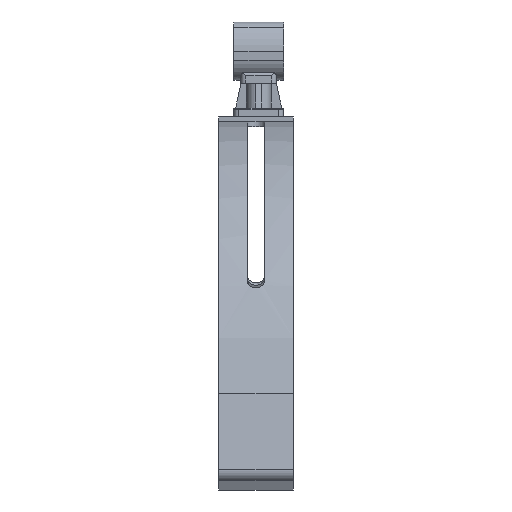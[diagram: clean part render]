
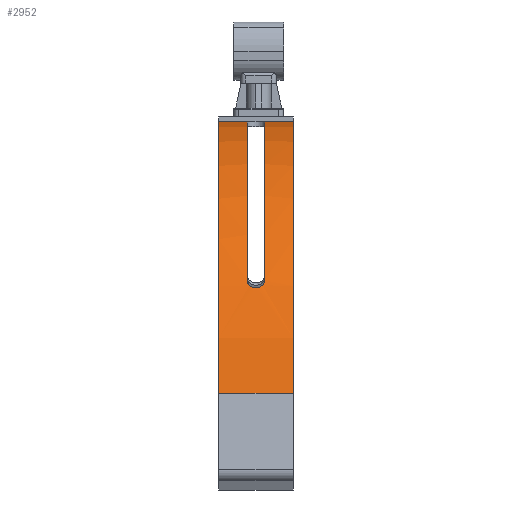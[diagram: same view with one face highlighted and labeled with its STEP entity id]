
A CAD part, front view. The second image highlights one B-rep face of the part: STEP entity #2952.
In plain terms, the highlighted cylindrical face has radius 132 mm (diameter 264 mm), a partial arc.
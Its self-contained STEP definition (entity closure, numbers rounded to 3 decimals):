
#40=B_SPLINE_CURVE_WITH_KNOTS('',3,(#4752,#4753,#4754,#4755,#4756,#4757,
#4758,#4759,#4760,#4761,#4762,#4763,#4764,#4765,#4766,#4767,#4768,#4769,
#4770,#4771),.UNSPECIFIED.,.F.,.F.,(4,2,2,2,2,2,2,2,2,4),(0.,0.138,
0.279,0.417,0.555,0.687,
0.817,0.95,1.027,1.103),
 .UNSPECIFIED.);
#132=FACE_OUTER_BOUND('',#291,.T.);
#291=EDGE_LOOP('',(#1892,#1893,#1894,#1895,#1896,#1897,#1898,#1899));
#442=CIRCLE('',#3192,132.);
#444=CIRCLE('',#3195,132.);
#446=CIRCLE('',#3198,132.);
#448=CIRCLE('',#3201,132.);
#634=LINE('',#4502,#884);
#645=LINE('',#4805,#895);
#646=LINE('',#4806,#896);
#884=VECTOR('',#3570,10.);
#895=VECTOR('',#3609,10.);
#896=VECTOR('',#3610,10.);
#1126=VERTEX_POINT('',#4494);
#1128=VERTEX_POINT('',#4500);
#1129=VERTEX_POINT('',#4504);
#1131=VERTEX_POINT('',#4510);
#1134=VERTEX_POINT('',#4518);
#1135=VERTEX_POINT('',#4519);
#1138=VERTEX_POINT('',#4751);
#1140=VERTEX_POINT('',#4795);
#1410=EDGE_CURVE('',#1128,#1126,#634,.T.);
#1411=EDGE_CURVE('',#1129,#1126,#442,.T.);
#1414=EDGE_CURVE('',#1128,#1131,#444,.T.);
#1418=EDGE_CURVE('',#1134,#1135,#446,.T.);
#1422=EDGE_CURVE('',#1135,#1138,#40,.T.);
#1425=EDGE_CURVE('',#1138,#1140,#448,.T.);
#1431=EDGE_CURVE('',#1129,#1140,#645,.T.);
#1432=EDGE_CURVE('',#1134,#1131,#646,.T.);
#1892=ORIENTED_EDGE('',*,*,#1425,.T.);
#1893=ORIENTED_EDGE('',*,*,#1431,.F.);
#1894=ORIENTED_EDGE('',*,*,#1411,.T.);
#1895=ORIENTED_EDGE('',*,*,#1410,.F.);
#1896=ORIENTED_EDGE('',*,*,#1414,.T.);
#1897=ORIENTED_EDGE('',*,*,#1432,.F.);
#1898=ORIENTED_EDGE('',*,*,#1418,.T.);
#1899=ORIENTED_EDGE('',*,*,#1422,.T.);
#2691=CYLINDRICAL_SURFACE('',#3204,132.);
#2952=ADVANCED_FACE('',(#132),#2691,.T.);
#3192=AXIS2_PLACEMENT_3D('',#4505,#3573,#3574);
#3195=AXIS2_PLACEMENT_3D('',#4511,#3580,#3581);
#3198=AXIS2_PLACEMENT_3D('',#4520,#3588,#3589);
#3201=AXIS2_PLACEMENT_3D('',#4796,#3597,#3598);
#3204=AXIS2_PLACEMENT_3D('',#4804,#3607,#3608);
#3570=DIRECTION('',(-1.,0.,0.));
#3573=DIRECTION('center_axis',(1.,0.,0.));
#3574=DIRECTION('ref_axis',(0.,1.,0.));
#3580=DIRECTION('center_axis',(-1.,0.,0.));
#3581=DIRECTION('ref_axis',(0.,1.,0.));
#3588=DIRECTION('center_axis',(1.,0.,0.));
#3589=DIRECTION('ref_axis',(0.,1.,0.));
#3597=DIRECTION('center_axis',(-1.,0.,0.));
#3598=DIRECTION('ref_axis',(0.,1.,0.));
#3607=DIRECTION('center_axis',(1.,0.,0.));
#3608=DIRECTION('ref_axis',(0.,1.,0.));
#3609=DIRECTION('',(1.,0.,0.));
#3610=DIRECTION('',(1.,0.,0.));
#4494=CARTESIAN_POINT('',(-15.,-107.078,32.139));
#4500=CARTESIAN_POINT('',(15.,-107.078,32.139));
#4502=CARTESIAN_POINT('',(7.5,-107.078,32.139));
#4504=CARTESIAN_POINT('',(-15.,2.,-97.856));
#4505=CARTESIAN_POINT('Origin',(-15.,-130.,-97.856));
#4510=CARTESIAN_POINT('',(15.,2.,-97.856));
#4511=CARTESIAN_POINT('Origin',(15.,-130.,-97.856));
#4518=CARTESIAN_POINT('',(3.5,2.,-97.856));
#4519=CARTESIAN_POINT('',(3.5,-61.655,15.073));
#4520=CARTESIAN_POINT('Origin',(3.5,-130.,-97.856));
#4751=CARTESIAN_POINT('',(-3.5,-61.655,15.073));
#4752=CARTESIAN_POINT('Ctrl Pts',(3.5,-61.655,15.073));
#4753=CARTESIAN_POINT('Ctrl Pts',(3.5,-62.048,15.311));
#4754=CARTESIAN_POINT('Ctrl Pts',(3.411,-62.441,15.546));
#4755=CARTESIAN_POINT('Ctrl Pts',(3.058,-63.184,15.985));
#4756=CARTESIAN_POINT('Ctrl Pts',(2.795,-63.526,16.185));
#4757=CARTESIAN_POINT('Ctrl Pts',(2.134,-64.097,16.516));
#4758=CARTESIAN_POINT('Ctrl Pts',(1.745,-64.321,16.644));
#4759=CARTESIAN_POINT('Ctrl Pts',(0.891,-64.625,16.818));
#4760=CARTESIAN_POINT('Ctrl Pts',(0.435,-64.702,16.862));
#4761=CARTESIAN_POINT('Ctrl Pts',(-0.467,-64.696,
16.858));
#4762=CARTESIAN_POINT('Ctrl Pts',(-0.905,-64.62,
16.815));
#4763=CARTESIAN_POINT('Ctrl Pts',(-1.718,-64.331,16.65));
#4764=CARTESIAN_POINT('Ctrl Pts',(-2.086,-64.124,16.531));
#4765=CARTESIAN_POINT('Ctrl Pts',(-2.723,-63.6,16.228));
#4766=CARTESIAN_POINT('Ctrl Pts',(-2.984,-63.285,16.044));
#4767=CARTESIAN_POINT('Ctrl Pts',(-3.28,-62.735,15.72));
#4768=CARTESIAN_POINT('Ctrl Pts',(-3.362,-62.525,15.595));
#4769=CARTESIAN_POINT('Ctrl Pts',(-3.472,-62.093,15.337));
#4770=CARTESIAN_POINT('Ctrl Pts',(-3.5,-61.874,15.205));
#4771=CARTESIAN_POINT('Ctrl Pts',(-3.5,-61.655,15.073));
#4795=CARTESIAN_POINT('',(-3.5,2.,-97.856));
#4796=CARTESIAN_POINT('Origin',(-3.5,-130.,-97.856));
#4804=CARTESIAN_POINT('Origin',(0.,-130.,-97.856));
#4805=CARTESIAN_POINT('',(-7.5,2.,-97.856));
#4806=CARTESIAN_POINT('',(1.75,2.,-97.856));
